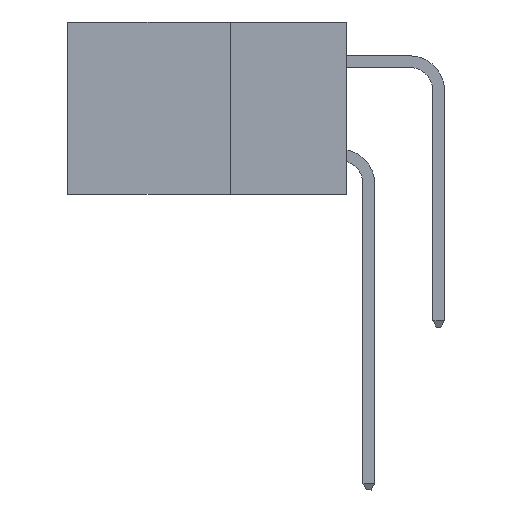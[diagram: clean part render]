
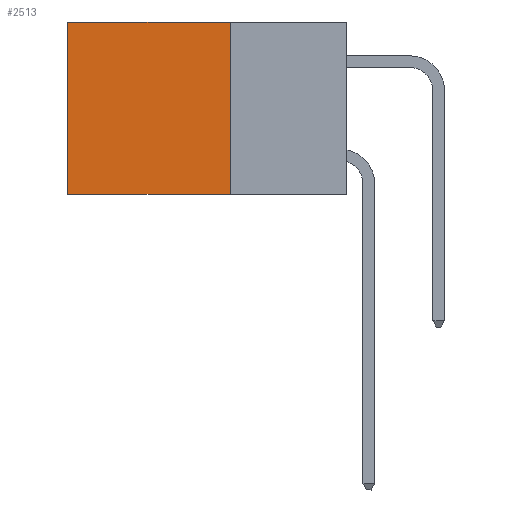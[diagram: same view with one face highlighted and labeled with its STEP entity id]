
A CAD part, left-side view. The second image highlights one B-rep face of the part: STEP entity #2513.
In plain terms, the highlighted planar face has unit normal (-1, 0, 0).
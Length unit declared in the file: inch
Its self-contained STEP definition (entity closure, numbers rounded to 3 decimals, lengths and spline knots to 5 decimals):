
#293 = CARTESIAN_POINT ( 'NONE',  ( 0.2875, 0.25, 0. ) ) ;
#1299 = VERTEX_POINT ( 'NONE', #293 ) ;
#1706 = CARTESIAN_POINT ( 'NONE',  ( 0.2875, 0.6, 0. ) ) ;
#1761 = ORIENTED_EDGE ( 'NONE', *, *, #25183, .T. ) ;
#2213 = DIRECTION ( 'NONE',  ( 1., 0., 0. ) ) ;
#2409 = ORIENTED_EDGE ( 'NONE', *, *, #23726, .T. ) ;
#2513 = ADVANCED_FACE ( 'NONE', ( #23238 ), #12298, .F. ) ;
#3720 = CARTESIAN_POINT ( 'NONE',  ( 0.2875, 0.25, -0.37 ) ) ;
#4278 = CARTESIAN_POINT ( 'NONE',  ( 0.2875, 0.25, 0. ) ) ;
#5234 = DIRECTION ( 'NONE',  ( 0., 1., 0. ) ) ;
#6310 = VECTOR ( 'NONE', #5234, 39.37008 ) ;
#6950 = CARTESIAN_POINT ( 'NONE',  ( 0.2875, 0.25, -0.37 ) ) ;
#7853 = VECTOR ( 'NONE', #18536, 39.37008 ) ;
#7881 = DIRECTION ( 'NONE',  ( 0., 0., -1. ) ) ;
#8941 = ORIENTED_EDGE ( 'NONE', *, *, #25349, .F. ) ;
#8974 = CARTESIAN_POINT ( 'NONE',  ( 0.2875, 0.25, 0. ) ) ;
#9023 = VERTEX_POINT ( 'NONE', #16797 ) ;
#10614 = DIRECTION ( 'NONE',  ( 0., 0., -1. ) ) ;
#12298 = PLANE ( 'NONE',  #26968 ) ;
#12850 = CARTESIAN_POINT ( 'NONE',  ( 0.2875, 0.6, -0.37 ) ) ;
#14649 = VECTOR ( 'NONE', #7881, 39.37008 ) ;
#16797 = CARTESIAN_POINT ( 'NONE',  ( 0.2875, 0.6, 0. ) ) ;
#16868 = DIRECTION ( 'NONE',  ( 0., 0., -1. ) ) ;
#17501 = EDGE_CURVE ( 'NONE', #20690, #21397, #22678, .T. ) ;
#18438 = LINE ( 'NONE', #1706, #14649 ) ;
#18536 = DIRECTION ( 'NONE',  ( 0., 1., 0. ) ) ;
#19533 = LINE ( 'NONE', #8974, #6310 ) ;
#20554 = ORIENTED_EDGE ( 'NONE', *, *, #17501, .F. ) ;
#20690 = VERTEX_POINT ( 'NONE', #6950 ) ;
#21397 = VERTEX_POINT ( 'NONE', #12850 ) ;
#22678 = LINE ( 'NONE', #3720, #7853 ) ;
#23228 = CARTESIAN_POINT ( 'NONE',  ( 0.2875, 0.25, 0. ) ) ;
#23238 = FACE_OUTER_BOUND ( 'NONE', #26427, .T. ) ;
#23355 = LINE ( 'NONE', #23228, #24012 ) ;
#23726 = EDGE_CURVE ( 'NONE', #9023, #21397, #18438, .T. ) ;
#24012 = VECTOR ( 'NONE', #16868, 39.37008 ) ;
#25183 = EDGE_CURVE ( 'NONE', #1299, #9023, #19533, .T. ) ;
#25349 = EDGE_CURVE ( 'NONE', #1299, #20690, #23355, .T. ) ;
#26427 = EDGE_LOOP ( 'NONE', ( #2409, #20554, #8941, #1761 ) ) ;
#26968 = AXIS2_PLACEMENT_3D ( 'NONE', #4278, #2213, #10614 ) ;
